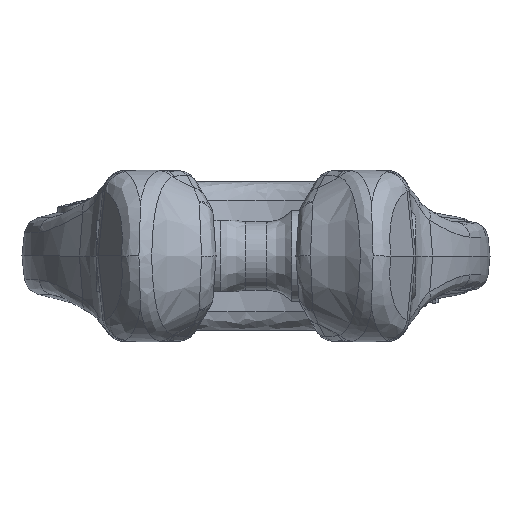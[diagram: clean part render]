
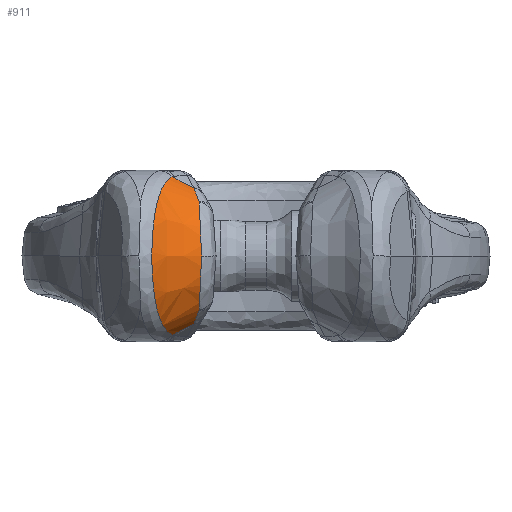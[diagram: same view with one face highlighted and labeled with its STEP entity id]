
A CAD part, front view. The second image highlights one B-rep face of the part: STEP entity #911.
In plain terms, the highlighted free-form (B-spline) face has degree [3, 3] with [4, 4] control points.
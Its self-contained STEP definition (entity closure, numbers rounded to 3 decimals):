
#911=ADVANCED_FACE('NONE',(#2468),#2469,.F.);
#2468=FACE_OUTER_BOUND('',#5115,.T.);
#2469=(B_SPLINE_SURFACE(3,3,((#5117,#5118,#5119,#5120),(#5121,#5122,#5123,#5124),(#5125,#5126,#5127,#5128),(#5129,#5130,#5131,#5132)),.UNSPECIFIED.,.F.,.F.,.F.)B_SPLINE_SURFACE_WITH_KNOTS((4,4),(4,4),(0.0,0.996),(0.0,1.0),.UNSPECIFIED.)RATIONAL_B_SPLINE_SURFACE(((1.0,0.636,0.636,1.0),(0.986,0.627,0.627,0.986),(0.986,0.627,0.627,0.986),(1.,0.636,0.636,1.)))BOUNDED_SURFACE()REPRESENTATION_ITEM('')GEOMETRIC_REPRESENTATION_ITEM()SURFACE());
#5115=EDGE_LOOP('',(#18962,#18963,#18964,#18965,#18966,#18967,#18968));
#5117=CARTESIAN_POINT('',(-9.147,-23.876,8.275));
#5118=CARTESIAN_POINT('',(-9.147,-31.605,4.337));
#5119=CARTESIAN_POINT('',(-9.147,-31.605,-4.337));
#5120=CARTESIAN_POINT('',(-9.147,-23.876,-8.275));
#5121=CARTESIAN_POINT('',(-7.89,-23.311,7.166));
#5122=CARTESIAN_POINT('',(-7.89,-30.004,3.756));
#5123=CARTESIAN_POINT('',(-7.89,-30.004,-3.756));
#5124=CARTESIAN_POINT('',(-7.89,-23.311,-7.166));
#5125=CARTESIAN_POINT('',(-6.408,-22.872,6.305));
#5126=CARTESIAN_POINT('',(-6.408,-28.761,3.304));
#5127=CARTESIAN_POINT('',(-6.408,-28.761,-3.304));
#5128=CARTESIAN_POINT('',(-6.408,-22.872,-6.305));
#5129=CARTESIAN_POINT('',(-4.761,-22.578,5.727));
#5130=CARTESIAN_POINT('',(-4.761,-27.928,3.002));
#5131=CARTESIAN_POINT('',(-4.761,-27.928,-3.002));
#5132=CARTESIAN_POINT('',(-4.761,-22.578,-5.727));
#18962=ORIENTED_EDGE('',*,*,#24223,.F.);
#18963=ORIENTED_EDGE('',*,*,#24224,.F.);
#18964=ORIENTED_EDGE('',*,*,#24225,.F.);
#18965=ORIENTED_EDGE('',*,*,#24121,.F.);
#18966=ORIENTED_EDGE('',*,*,#24117,.F.);
#18967=ORIENTED_EDGE('',*,*,#24226,.F.);
#18968=ORIENTED_EDGE('',*,*,#24227,.F.);
#24117=EDGE_CURVE('NONE',#26828,#26830,#26831,.T.);
#24121=EDGE_CURVE('NONE',#26830,#26834,#26836,.T.);
#24223=EDGE_CURVE('NONE',#26981,#26982,#26983,.T.);
#24224=EDGE_CURVE('NONE',#26984,#26981,#26985,.T.);
#24225=EDGE_CURVE('NONE',#26834,#26984,#26986,.T.);
#24226=EDGE_CURVE('NONE',#26967,#26828,#26987,.T.);
#24227=EDGE_CURVE('NONE',#26982,#26967,#26988,.T.);
#26828=VERTEX_POINT('NONE',#31403);
#26830=VERTEX_POINT('NONE',#31414);
#26831=B_SPLINE_CURVE_WITH_KNOTS('',3,(#31415,#31416,#31417,#31418,#31419,#31420,#31421,#31422,#31423,#31424,#31425,#31426),.UNSPECIFIED.,.F.,.F.,(4,2,2,2,2,4),(0.0,0.25,0.375,0.5,0.75,1.0),.UNSPECIFIED.);
#26834=VERTEX_POINT('NONE',#31449);
#26836=B_SPLINE_CURVE_WITH_KNOTS('',3,(#31460,#31461,#31462,#31463,#31464,#31465,#31466,#31467,#31468,#31469,#31470,#31471),.UNSPECIFIED.,.F.,.F.,(4,2,2,2,2,4),(0.0,0.25,0.5,0.625,0.75,1.0),.UNSPECIFIED.);
#26967=VERTEX_POINT('NONE',#32146);
#26981=VERTEX_POINT('NONE',#32184);
#26982=VERTEX_POINT('NONE',#32185);
#26983=B_SPLINE_CURVE_WITH_KNOTS('',3,(#32186,#32187,#32188,#32189,#32190,#32191,#32192,#32193,#32194,#32195,#32196,#32197,#32198,#32199,#32200,#32201,#32202,#32203,#32204,#32205,#32206,#32207,#32208,#32209,#32210,#32211,#32212,#32213,#32214,#32215,#32216,#32217,#32218,#32219,#32220,#32221,#32222,#32223,#32224,#32225,#32226,#32227,#32228,#32229,#32230,#32231),.UNSPECIFIED.,.F.,.F.,(4,2,2,2,2,2,2,2,2,2,2,2,2,2,2,2,2,2,2,2,2,2,4),(0.0,0.063,0.094,0.125,0.188,0.25,0.313,0.344,0.375,0.438,0.5,0.531,0.563,0.625,0.656,0.688,0.75,0.781,0.813,0.875,0.906,0.938,1.0),.UNSPECIFIED.);
#26984=VERTEX_POINT('NONE',#32232);
#26985=CIRCLE('',#32233,13.0);
#26986=B_SPLINE_CURVE_WITH_KNOTS('',3,(#32234,#32235,#32236,#32237),.UNSPECIFIED.,.F.,.F.,(4,4),(0.0,1.0),.UNSPECIFIED.);
#26987=B_SPLINE_CURVE_WITH_KNOTS('',3,(#32238,#32239,#32240,#32241),.UNSPECIFIED.,.F.,.F.,(4,4),(0.0,1.0),.UNSPECIFIED.);
#26988=CIRCLE('',#32242,13.0);
#31403=CARTESIAN_POINT('',(-4.977,-24.126,4.743));
#31414=CARTESIAN_POINT('',(-4.771,-26.092,0.));
#31415=CARTESIAN_POINT('',(-4.977,-24.126,4.743));
#31416=CARTESIAN_POINT('',(-4.963,-24.445,4.435));
#31417=CARTESIAN_POINT('',(-4.949,-24.727,4.101));
#31418=CARTESIAN_POINT('',(-4.925,-25.095,3.56));
#31419=CARTESIAN_POINT('',(-4.917,-25.209,3.374));
#31420=CARTESIAN_POINT('',(-4.9,-25.419,2.987));
#31421=CARTESIAN_POINT('',(-4.891,-25.515,2.787));
#31422=CARTESIAN_POINT('',(-4.865,-25.769,2.174));
#31423=CARTESIAN_POINT('',(-4.847,-25.895,1.754));
#31424=CARTESIAN_POINT('',(-4.809,-26.061,0.889));
#31425=CARTESIAN_POINT('',(-4.79,-26.099,0.441));
#31426=CARTESIAN_POINT('',(-4.771,-26.092,0.));
#31449=CARTESIAN_POINT('',(-4.977,-24.126,-4.743));
#31460=CARTESIAN_POINT('',(-4.771,-26.092,0.));
#31461=CARTESIAN_POINT('',(-4.79,-26.099,-0.441));
#31462=CARTESIAN_POINT('',(-4.809,-26.061,-0.889));
#31463=CARTESIAN_POINT('',(-4.847,-25.895,-1.754));
#31464=CARTESIAN_POINT('',(-4.865,-25.769,-2.174));
#31465=CARTESIAN_POINT('',(-4.891,-25.515,-2.787));
#31466=CARTESIAN_POINT('',(-4.9,-25.419,-2.987));
#31467=CARTESIAN_POINT('',(-4.917,-25.209,-3.374));
#31468=CARTESIAN_POINT('',(-4.925,-25.095,-3.56));
#31469=CARTESIAN_POINT('',(-4.949,-24.727,-4.101));
#31470=CARTESIAN_POINT('',(-4.963,-24.445,-4.435));
#31471=CARTESIAN_POINT('',(-4.977,-24.126,-4.743));
#32146=CARTESIAN_POINT('',(-5.468,-22.716,5.997));
#32184=CARTESIAN_POINT('',(-7.349,-23.202,-6.951));
#32185=CARTESIAN_POINT('',(-7.349,-23.202,6.951));
#32186=CARTESIAN_POINT('',(-7.349,-23.202,-6.951));
#32187=CARTESIAN_POINT('',(-7.5,-23.577,-6.876));
#32188=CARTESIAN_POINT('',(-7.639,-23.946,-6.771));
#32189=CARTESIAN_POINT('',(-7.834,-24.49,-6.567));
#32190=CARTESIAN_POINT('',(-7.897,-24.67,-6.492));
#32191=CARTESIAN_POINT('',(-8.018,-25.026,-6.324));
#32192=CARTESIAN_POINT('',(-8.076,-25.203,-6.232));
#32193=CARTESIAN_POINT('',(-8.244,-25.721,-5.933));
#32194=CARTESIAN_POINT('',(-8.346,-26.049,-5.705));
#32195=CARTESIAN_POINT('',(-8.53,-26.671,-5.19));
#32196=CARTESIAN_POINT('',(-8.614,-26.966,-4.9));
#32197=CARTESIAN_POINT('',(-8.761,-27.498,-4.277));
#32198=CARTESIAN_POINT('',(-8.824,-27.737,-3.943));
#32199=CARTESIAN_POINT('',(-8.907,-28.053,-3.406));
#32200=CARTESIAN_POINT('',(-8.932,-28.152,-3.22));
#32201=CARTESIAN_POINT('',(-8.978,-28.331,-2.843));
#32202=CARTESIAN_POINT('',(-8.998,-28.411,-2.651));
#32203=CARTESIAN_POINT('',(-9.052,-28.628,-2.066));
#32204=CARTESIAN_POINT('',(-9.079,-28.739,-1.662));
#32205=CARTESIAN_POINT('',(-9.115,-28.888,-0.83));
#32206=CARTESIAN_POINT('',(-9.124,-28.925,-0.413));
#32207=CARTESIAN_POINT('',(-9.124,-28.924,0.215));
#32208=CARTESIAN_POINT('',(-9.122,-28.915,0.425));
#32209=CARTESIAN_POINT('',(-9.113,-28.877,0.845));
#32210=CARTESIAN_POINT('',(-9.106,-28.848,1.055));
#32211=CARTESIAN_POINT('',(-9.078,-28.736,1.674));
#32212=CARTESIAN_POINT('',(-9.051,-28.626,2.075));
#32213=CARTESIAN_POINT('',(-8.997,-28.407,2.662));
#32214=CARTESIAN_POINT('',(-8.976,-28.324,2.857));
#32215=CARTESIAN_POINT('',(-8.93,-28.144,3.234));
#32216=CARTESIAN_POINT('',(-8.905,-28.047,3.417));
#32217=CARTESIAN_POINT('',(-8.823,-27.732,3.949));
#32218=CARTESIAN_POINT('',(-8.76,-27.493,4.283));
#32219=CARTESIAN_POINT('',(-8.649,-27.092,4.752));
#32220=CARTESIAN_POINT('',(-8.609,-26.951,4.903));
#32221=CARTESIAN_POINT('',(-8.526,-26.66,5.188));
#32222=CARTESIAN_POINT('',(-8.482,-26.51,5.323));
#32223=CARTESIAN_POINT('',(-8.345,-26.047,5.707));
#32224=CARTESIAN_POINT('',(-8.244,-25.719,5.934));
#32225=CARTESIAN_POINT('',(-8.076,-25.201,6.233));
#32226=CARTESIAN_POINT('',(-8.017,-25.024,6.325));
#32227=CARTESIAN_POINT('',(-7.896,-24.668,6.492));
#32228=CARTESIAN_POINT('',(-7.833,-24.488,6.568));
#32229=CARTESIAN_POINT('',(-7.639,-23.945,6.771));
#32230=CARTESIAN_POINT('',(-7.5,-23.576,6.876));
#32231=CARTESIAN_POINT('',(-7.349,-23.202,6.951));
#32232=CARTESIAN_POINT('',(-5.468,-22.716,-5.997));
#32233=AXIS2_PLACEMENT_3D('',#44726,#44727,#44728);
#32234=CARTESIAN_POINT('',(-4.977,-24.126,-4.743));
#32235=CARTESIAN_POINT('',(-5.162,-23.726,-5.226));
#32236=CARTESIAN_POINT('',(-5.328,-23.26,-5.647));
#32237=CARTESIAN_POINT('',(-5.468,-22.716,-5.997));
#32238=CARTESIAN_POINT('',(-5.468,-22.716,5.997));
#32239=CARTESIAN_POINT('',(-5.328,-23.26,5.647));
#32240=CARTESIAN_POINT('',(-5.162,-23.726,5.226));
#32241=CARTESIAN_POINT('',(-4.977,-24.126,4.743));
#32242=AXIS2_PLACEMENT_3D('',#44729,#44730,#44731);
#44726=CARTESIAN_POINT('',(0.,-28.07,-16.506));
#44727=DIRECTION('',(0.0,-0.891,0.454));
#44728=DIRECTION('',(0.0,-0.454,-0.891));
#44729=CARTESIAN_POINT('',(0.,-28.07,16.506));
#44730=DIRECTION('',(0.0,-0.891,-0.454));
#44731=DIRECTION('',(0.0,-0.454,0.891));
